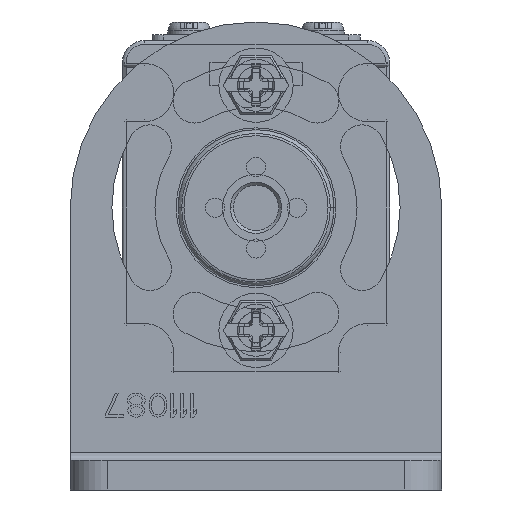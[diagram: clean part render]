
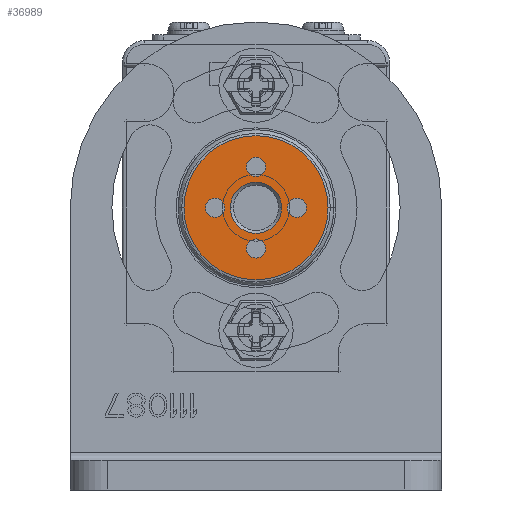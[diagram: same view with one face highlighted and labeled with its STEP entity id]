
A CAD part, front view. The second image highlights one B-rep face of the part: STEP entity #36989.
In plain terms, the highlighted planar face has unit normal (0, -1, 0).
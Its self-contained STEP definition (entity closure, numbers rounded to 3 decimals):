
#3034=CARTESIAN_POINT('',(0.,-964.,22.5));
#3035=DIRECTION('',(0.,-1.,0.));
#3036=DIRECTION('',(-1.,0.,0.));
#3037=AXIS2_PLACEMENT_3D('',#3034,#3035,#3036);
#3039=CARTESIAN_POINT('',(0.,-964.,22.5));
#3040=DIRECTION('',(0.,-1.,0.));
#3041=DIRECTION('',(1.,0.,0.));
#3042=AXIS2_PLACEMENT_3D('',#3039,#3040,#3041);
#3044=CARTESIAN_POINT('',(0.,-964.,22.5));
#3045=DIRECTION('',(0.,1.,0.));
#3046=DIRECTION('',(-1.,0.,0.));
#3047=AXIS2_PLACEMENT_3D('',#3044,#3045,#3046);
#3049=CARTESIAN_POINT('',(0.,-964.,22.5));
#3050=DIRECTION('',(0.,1.,0.));
#3051=DIRECTION('',(1.,0.,0.));
#3052=AXIS2_PLACEMENT_3D('',#3049,#3050,#3051);
#3054=CARTESIAN_POINT('',(0.,-964.,17.));
#3055=DIRECTION('',(0.,-1.,0.));
#3056=DIRECTION('',(-1.,0.,0.));
#3057=AXIS2_PLACEMENT_3D('',#3054,#3055,#3056);
#3059=CARTESIAN_POINT('',(0.,-964.,17.));
#3060=DIRECTION('',(0.,-1.,0.));
#3061=DIRECTION('',(1.,0.,0.));
#3062=AXIS2_PLACEMENT_3D('',#3059,#3060,#3061);
#3064=CARTESIAN_POINT('',(-5.5,-964.,22.5));
#3065=DIRECTION('',(0.,-1.,0.));
#3066=DIRECTION('',(-1.,0.,0.));
#3067=AXIS2_PLACEMENT_3D('',#3064,#3065,#3066);
#3069=CARTESIAN_POINT('',(-5.5,-964.,22.5));
#3070=DIRECTION('',(0.,-1.,0.));
#3071=DIRECTION('',(1.,0.,0.));
#3072=AXIS2_PLACEMENT_3D('',#3069,#3070,#3071);
#3074=CARTESIAN_POINT('',(0.,-964.,28.));
#3075=DIRECTION('',(0.,-1.,0.));
#3076=DIRECTION('',(-1.,0.,0.));
#3077=AXIS2_PLACEMENT_3D('',#3074,#3075,#3076);
#3079=CARTESIAN_POINT('',(0.,-964.,28.));
#3080=DIRECTION('',(0.,-1.,0.));
#3081=DIRECTION('',(1.,0.,0.));
#3082=AXIS2_PLACEMENT_3D('',#3079,#3080,#3081);
#3084=CARTESIAN_POINT('',(5.5,-964.,22.5));
#3085=DIRECTION('',(0.,-1.,0.));
#3086=DIRECTION('',(-1.,0.,0.));
#3087=AXIS2_PLACEMENT_3D('',#3084,#3085,#3086);
#3089=CARTESIAN_POINT('',(5.5,-964.,22.5));
#3090=DIRECTION('',(0.,-1.,0.));
#3091=DIRECTION('',(1.,0.,0.));
#3092=AXIS2_PLACEMENT_3D('',#3089,#3090,#3091);
#30415=CARTESIAN_POINT('',(-9.7,-964.,22.5));
#30416=CARTESIAN_POINT('',(9.7,-964.,22.5));
#30417=VERTEX_POINT('',#30415);
#30418=VERTEX_POINT('',#30416);
#30431=CARTESIAN_POINT('',(-3.45,-964.,22.5));
#30432=CARTESIAN_POINT('',(3.45,-964.,22.5));
#30433=VERTEX_POINT('',#30431);
#30434=VERTEX_POINT('',#30432);
#30455=CARTESIAN_POINT('',(-1.3,-964.,17.));
#30456=CARTESIAN_POINT('',(1.3,-964.,17.));
#30457=VERTEX_POINT('',#30455);
#30458=VERTEX_POINT('',#30456);
#30459=CARTESIAN_POINT('',(-6.8,-964.,22.5));
#30460=CARTESIAN_POINT('',(-4.2,-964.,22.5));
#30461=VERTEX_POINT('',#30459);
#30462=VERTEX_POINT('',#30460);
#30463=CARTESIAN_POINT('',(-1.3,-964.,28.));
#30464=CARTESIAN_POINT('',(1.3,-964.,28.));
#30465=VERTEX_POINT('',#30463);
#30466=VERTEX_POINT('',#30464);
#30467=CARTESIAN_POINT('',(4.2,-964.,22.5));
#30468=CARTESIAN_POINT('',(6.8,-964.,22.5));
#30469=VERTEX_POINT('',#30467);
#30470=VERTEX_POINT('',#30468);
#36949=CARTESIAN_POINT('',(0.,-964.,22.5));
#36950=DIRECTION('',(0.,-1.,0.));
#36951=DIRECTION('',(-1.,0.,0.));
#36952=AXIS2_PLACEMENT_3D('',#36949,#36950,#36951);
#36953=PLANE('',#36952);
#36954=ORIENTED_EDGE('',*,*,#36939,.F.);
#36956=ORIENTED_EDGE('',*,*,#36955,.F.);
#36957=EDGE_LOOP('',(#36954,#36956));
#36958=FACE_OUTER_BOUND('',#36957,.F.);
#36960=ORIENTED_EDGE('',*,*,#36959,.F.);
#36962=ORIENTED_EDGE('',*,*,#36961,.F.);
#36963=EDGE_LOOP('',(#36960,#36962));
#36964=FACE_BOUND('',#36963,.F.);
#36966=ORIENTED_EDGE('',*,*,#36965,.T.);
#36968=ORIENTED_EDGE('',*,*,#36967,.T.);
#36969=EDGE_LOOP('',(#36966,#36968));
#36970=FACE_BOUND('',#36969,.F.);
#36972=ORIENTED_EDGE('',*,*,#36971,.T.);
#36974=ORIENTED_EDGE('',*,*,#36973,.T.);
#36975=EDGE_LOOP('',(#36972,#36974));
#36976=FACE_BOUND('',#36975,.F.);
#36978=ORIENTED_EDGE('',*,*,#36977,.T.);
#36980=ORIENTED_EDGE('',*,*,#36979,.T.);
#36981=EDGE_LOOP('',(#36978,#36980));
#36982=FACE_BOUND('',#36981,.F.);
#36984=ORIENTED_EDGE('',*,*,#36983,.T.);
#36986=ORIENTED_EDGE('',*,*,#36985,.T.);
#36987=EDGE_LOOP('',(#36984,#36986));
#36988=FACE_BOUND('',#36987,.F.);
#36989=ADVANCED_FACE('',(#36958,#36964,#36970,#36976,#36982,#36988),#36953,.T.);
#3038=CIRCLE('',#3037,9.7);
#3043=CIRCLE('',#3042,9.7);
#3048=CIRCLE('',#3047,3.45);
#3053=CIRCLE('',#3052,3.45);
#3058=CIRCLE('',#3057,1.3);
#3063=CIRCLE('',#3062,1.3);
#3068=CIRCLE('',#3067,1.3);
#3073=CIRCLE('',#3072,1.3);
#3078=CIRCLE('',#3077,1.3);
#3083=CIRCLE('',#3082,1.3);
#3088=CIRCLE('',#3087,1.3);
#3093=CIRCLE('',#3092,1.3);
#36939=EDGE_CURVE('',#30417,#30418,#3038,.T.);
#36955=EDGE_CURVE('',#30418,#30417,#3043,.T.);
#36959=EDGE_CURVE('',#30433,#30434,#3048,.T.);
#36961=EDGE_CURVE('',#30434,#30433,#3053,.T.);
#36965=EDGE_CURVE('',#30457,#30458,#3058,.T.);
#36967=EDGE_CURVE('',#30458,#30457,#3063,.T.);
#36971=EDGE_CURVE('',#30461,#30462,#3068,.T.);
#36973=EDGE_CURVE('',#30462,#30461,#3073,.T.);
#36977=EDGE_CURVE('',#30465,#30466,#3078,.T.);
#36979=EDGE_CURVE('',#30466,#30465,#3083,.T.);
#36983=EDGE_CURVE('',#30469,#30470,#3088,.T.);
#36985=EDGE_CURVE('',#30470,#30469,#3093,.T.);
